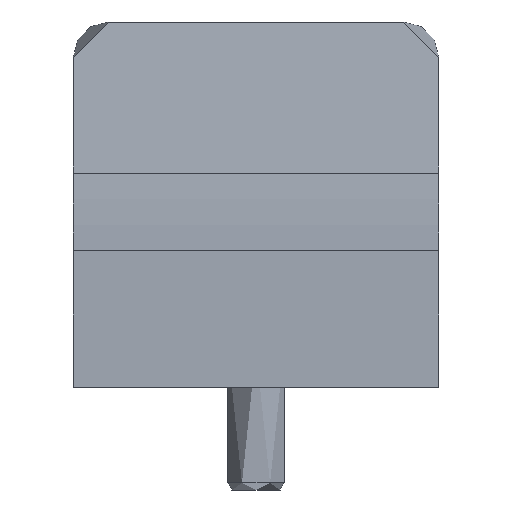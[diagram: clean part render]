
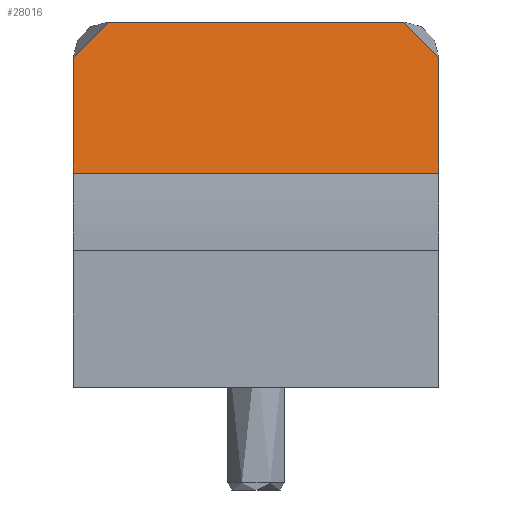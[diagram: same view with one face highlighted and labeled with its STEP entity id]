
A CAD part, left-side view. The second image highlights one B-rep face of the part: STEP entity #28016.
In plain terms, the highlighted planar face has unit normal (-0.994, 0, 0.11).
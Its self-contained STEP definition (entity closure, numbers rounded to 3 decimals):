
#9 = CARTESIAN_POINT ( 'NONE',  ( -8.388, -26., 30.505 ) ) ;
#624 = PLANE ( 'NONE',  #16380 ) ;
#788 = CARTESIAN_POINT ( 'NONE',  ( -8.388, 26., 30.505 ) ) ;
#3156 = DIRECTION ( 'NONE',  ( 0.11, 0., 0.994 ) ) ;
#3475 = CARTESIAN_POINT ( 'NONE',  ( -6., -23.929, 52. ) ) ;
#5126 = LINE ( 'NONE', #6202, #9832 ) ;
#5133 = ORIENTED_EDGE ( 'NONE', *, *, #9133, .T. ) ;
#6202 = CARTESIAN_POINT ( 'NONE',  ( -6., 26., 52. ) ) ;
#7260 = FACE_OUTER_BOUND ( 'NONE', #24712, .T. ) ;
#8809 = VERTEX_POINT ( 'NONE', #33674 ) ;
#9133 = EDGE_CURVE ( 'NONE', #25174, #16417, #31915, .T. ) ;
#9165 = ORIENTED_EDGE ( 'NONE', *, *, #17340, .T. ) ;
#9832 = VECTOR ( 'NONE', #29743, 1000. ) ;
#9865 =( BOUNDED_CURVE ( )  B_SPLINE_CURVE ( 3, ( #32420, #11606, #32081, #21777 ),
 .UNSPECIFIED., .F., .F. ) 
 B_SPLINE_CURVE_WITH_KNOTS ( ( 4, 4 ),
 ( 3.142, 4.712 ),
 .UNSPECIFIED. ) 
 CURVE ( )  GEOMETRIC_REPRESENTATION_ITEM ( )  RATIONAL_B_SPLINE_CURVE ( ( 1., 0.805, 0.805, 1. ) ) 
 REPRESENTATION_ITEM ( '' )  );
#9888 = VECTOR ( 'NONE', #28671, 1000. ) ;
#9924 = EDGE_CURVE ( 'NONE', #16417, #8809, #20906, .T. ) ;
#11005 = ORIENTED_EDGE ( 'NONE', *, *, #9924, .T. ) ;
#11284 = CARTESIAN_POINT ( 'NONE',  ( -8.755, 26., 27.202 ) ) ;
#11338 = CARTESIAN_POINT ( 'NONE',  ( -6., 21., 52. ) ) ;
#11606 = CARTESIAN_POINT ( 'NONE',  ( -6., 23.929, 52. ) ) ;
#11969 = CARTESIAN_POINT ( 'NONE',  ( -6., -21., 52. ) ) ;
#12370 = VECTOR ( 'NONE', #14249, 1000. ) ;
#12901 = EDGE_CURVE ( 'NONE', #25174, #31165, #14958, .T. ) ;
#13497 = CARTESIAN_POINT ( 'NONE',  ( -8.755, 26., 27.202 ) ) ;
#14249 = DIRECTION ( 'NONE',  ( 0., -1., 0. ) ) ;
#14958 = LINE ( 'NONE', #13497, #16183 ) ;
#15982 = VERTEX_POINT ( 'NONE', #11338 ) ;
#16183 = VECTOR ( 'NONE', #3156, 1000. ) ;
#16380 = AXIS2_PLACEMENT_3D ( 'NONE', #11284, #18798, #24183 ) ;
#16417 = VERTEX_POINT ( 'NONE', #9 ) ;
#17340 = EDGE_CURVE ( 'NONE', #15982, #31165, #9865, .T. ) ;
#18174 =( BOUNDED_CURVE ( )  B_SPLINE_CURVE ( 3, ( #21063, #26233, #3475, #29528 ),
 .UNSPECIFIED., .F., .F. ) 
 B_SPLINE_CURVE_WITH_KNOTS ( ( 4, 4 ),
 ( 4.712, 6.283 ),
 .UNSPECIFIED. ) 
 CURVE ( )  GEOMETRIC_REPRESENTATION_ITEM ( )  RATIONAL_B_SPLINE_CURVE ( ( 1., 0.805, 0.805, 1. ) ) 
 REPRESENTATION_ITEM ( '' )  );
#18186 = ORIENTED_EDGE ( 'NONE', *, *, #12901, .F. ) ;
#18798 = DIRECTION ( 'NONE',  ( 0.994, 0., -0.11 ) ) ;
#18804 = EDGE_CURVE ( 'NONE', #8809, #24499, #18174, .T. ) ;
#20906 = LINE ( 'NONE', #31073, #9888 ) ;
#21063 = CARTESIAN_POINT ( 'NONE',  ( -6.556, -26., 47. ) ) ;
#21777 = CARTESIAN_POINT ( 'NONE',  ( -6.556, 26., 47. ) ) ;
#24183 = DIRECTION ( 'NONE',  ( -0.11, 0., -0.994 ) ) ;
#24499 = VERTEX_POINT ( 'NONE', #11969 ) ;
#24712 = EDGE_LOOP ( 'NONE', ( #11005, #29102, #33637, #9165, #18186, #5133 ) ) ;
#25174 = VERTEX_POINT ( 'NONE', #788 ) ;
#26233 = CARTESIAN_POINT ( 'NONE',  ( -6.23, -26., 49.929 ) ) ;
#28016 = ADVANCED_FACE ( 'NONE', ( #7260 ), #624, .F. ) ;
#28671 = DIRECTION ( 'NONE',  ( 0.11, 0., 0.994 ) ) ;
#29102 = ORIENTED_EDGE ( 'NONE', *, *, #18804, .T. ) ;
#29528 = CARTESIAN_POINT ( 'NONE',  ( -6., -21., 52. ) ) ;
#29743 = DIRECTION ( 'NONE',  ( 0., -1., 0. ) ) ;
#29746 = CARTESIAN_POINT ( 'NONE',  ( -8.388, 26., 30.505 ) ) ;
#31073 = CARTESIAN_POINT ( 'NONE',  ( -8.755, -26., 27.202 ) ) ;
#31165 = VERTEX_POINT ( 'NONE', #31367 ) ;
#31367 = CARTESIAN_POINT ( 'NONE',  ( -6.556, 26., 47. ) ) ;
#31617 = EDGE_CURVE ( 'NONE', #15982, #24499, #5126, .T. ) ;
#31915 = LINE ( 'NONE', #29746, #12370 ) ;
#32081 = CARTESIAN_POINT ( 'NONE',  ( -6.23, 26., 49.929 ) ) ;
#32420 = CARTESIAN_POINT ( 'NONE',  ( -6., 21., 52. ) ) ;
#33637 = ORIENTED_EDGE ( 'NONE', *, *, #31617, .F. ) ;
#33674 = CARTESIAN_POINT ( 'NONE',  ( -6.556, -26., 47. ) ) ;
